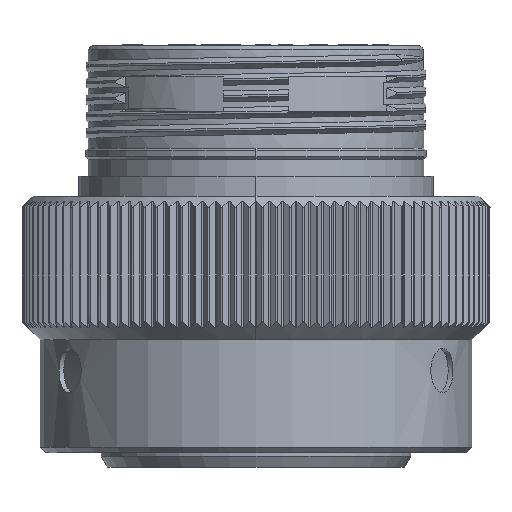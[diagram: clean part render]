
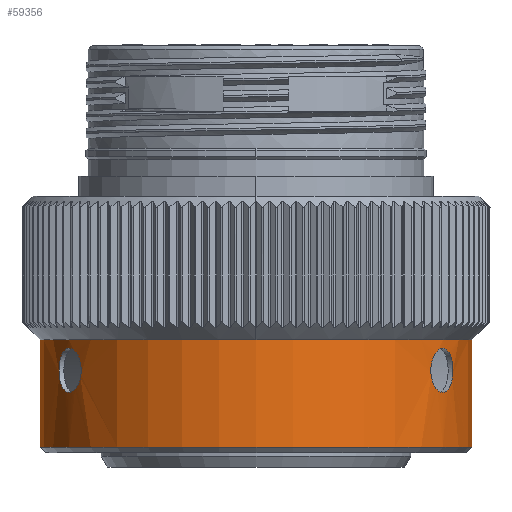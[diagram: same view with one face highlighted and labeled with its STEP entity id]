
A CAD part, left-side view. The second image highlights one B-rep face of the part: STEP entity #59356.
In plain terms, the highlighted cylindrical face has radius 19.5 mm (diameter 39 mm), a partial arc.
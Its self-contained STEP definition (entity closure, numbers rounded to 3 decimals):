
#9998=CARTESIAN_POINT('',(-9.75,-16.887,-3.24));
#9999=CARTESIAN_POINT('',(-9.612,-16.967,-3.24));
#10000=CARTESIAN_POINT('',(-9.34,-17.12,
-3.277));
#10001=CARTESIAN_POINT('',(-8.929,-17.337,
-3.449));
#10002=CARTESIAN_POINT('',(-8.571,-17.516,
-3.726));
#10003=CARTESIAN_POINT('',(-8.283,-17.654,
-4.081));
#10004=CARTESIAN_POINT('',(-8.069,-17.753,
-4.521));
#10005=CARTESIAN_POINT('',(-7.962,-17.8,
-5.002));
#10006=CARTESIAN_POINT('',(-7.962,-17.801,
-5.475));
#10007=CARTESIAN_POINT('',(-8.068,-17.753,
-5.957));
#10008=CARTESIAN_POINT('',(-8.282,-17.655,
-6.397));
#10009=CARTESIAN_POINT('',(-8.569,-17.517,
-6.752));
#10010=CARTESIAN_POINT('',(-8.928,-17.338,
-7.03));
#10011=CARTESIAN_POINT('',(-9.34,-17.12,
-7.204));
#10012=CARTESIAN_POINT('',(-9.612,-16.967,-7.24));
#10013=CARTESIAN_POINT('',(-9.75,-16.887,-7.24));
#10015=CARTESIAN_POINT('',(-9.75,-16.887,-7.24));
#10016=CARTESIAN_POINT('',(-9.889,-16.807,-7.24));
#10017=CARTESIAN_POINT('',(-10.158,-16.647,
-7.203));
#10018=CARTESIAN_POINT('',(-10.554,-16.399,
-7.028));
#10019=CARTESIAN_POINT('',(-10.887,-16.179,
-6.751));
#10020=CARTESIAN_POINT('',(-11.149,-15.999,
-6.396));
#10021=CARTESIAN_POINT('',(-11.34,-15.864,
-5.957));
#10022=CARTESIAN_POINT('',(-11.435,-15.796,
-5.478));
#10023=CARTESIAN_POINT('',(-11.435,-15.795,
-5.006));
#10024=CARTESIAN_POINT('',(-11.341,-15.863,
-4.526));
#10025=CARTESIAN_POINT('',(-11.15,-15.998,
-4.086));
#10026=CARTESIAN_POINT('',(-10.889,-16.178,
-3.732));
#10027=CARTESIAN_POINT('',(-10.556,-16.398,
-3.453));
#10028=CARTESIAN_POINT('',(-10.159,-16.647,
-3.277));
#10029=CARTESIAN_POINT('',(-9.889,-16.807,-3.24));
#10030=CARTESIAN_POINT('',(-9.75,-16.887,-3.24));
#10032=CARTESIAN_POINT('',(-9.75,16.887,-3.24));
#10033=CARTESIAN_POINT('',(-9.889,16.807,-3.24));
#10034=CARTESIAN_POINT('',(-10.158,16.647,
-3.277));
#10035=CARTESIAN_POINT('',(-10.554,16.399,
-3.452));
#10036=CARTESIAN_POINT('',(-10.887,16.179,
-3.729));
#10037=CARTESIAN_POINT('',(-11.149,15.999,
-4.084));
#10038=CARTESIAN_POINT('',(-11.34,15.864,
-4.523));
#10039=CARTESIAN_POINT('',(-11.435,15.796,
-5.002));
#10040=CARTESIAN_POINT('',(-11.435,15.795,
-5.474));
#10041=CARTESIAN_POINT('',(-11.341,15.863,
-5.955));
#10042=CARTESIAN_POINT('',(-11.15,15.998,
-6.394));
#10043=CARTESIAN_POINT('',(-10.889,16.178,
-6.749));
#10044=CARTESIAN_POINT('',(-10.555,16.398,
-7.027));
#10045=CARTESIAN_POINT('',(-10.159,16.647,
-7.203));
#10046=CARTESIAN_POINT('',(-9.889,16.807,-7.24));
#10047=CARTESIAN_POINT('',(-9.75,16.887,-7.24));
#10049=CARTESIAN_POINT('',(-9.75,16.887,-7.24));
#10050=CARTESIAN_POINT('',(-9.612,16.967,-7.24));
#10051=CARTESIAN_POINT('',(-9.34,17.12,
-7.203));
#10052=CARTESIAN_POINT('',(-8.929,17.337,
-7.03));
#10053=CARTESIAN_POINT('',(-8.571,17.516,
-6.754));
#10054=CARTESIAN_POINT('',(-8.283,17.654,
-6.399));
#10055=CARTESIAN_POINT('',(-8.069,17.753,
-5.958));
#10056=CARTESIAN_POINT('',(-7.962,17.8,
-5.478));
#10057=CARTESIAN_POINT('',(-7.962,17.801,
-5.005));
#10058=CARTESIAN_POINT('',(-8.068,17.753,
-4.523));
#10059=CARTESIAN_POINT('',(-8.282,17.655,
-4.083));
#10060=CARTESIAN_POINT('',(-8.569,17.518,
-3.728));
#10061=CARTESIAN_POINT('',(-8.928,17.338,
-3.45));
#10062=CARTESIAN_POINT('',(-9.34,17.12,
-3.276));
#10063=CARTESIAN_POINT('',(-9.612,16.967,-3.24));
#10064=CARTESIAN_POINT('',(-9.75,16.887,-3.24));
#10066=CARTESIAN_POINT('',(0.,0.,-2.49));
#10067=DIRECTION('',(0.,0.,-1.));
#10068=DIRECTION('',(-1.,0.,0.));
#10069=AXIS2_PLACEMENT_3D('',#10066,#10067,#10068);
#10071=CARTESIAN_POINT('',(0.,0.,-2.49));
#10072=DIRECTION('',(0.,0.,-1.));
#10073=DIRECTION('',(0.,-1.,0.));
#10074=AXIS2_PLACEMENT_3D('',#10071,#10072,#10073);
#10076=DIRECTION('',(0.,0.,-1.));
#10077=VECTOR('',#10076,9.7);
#10078=CARTESIAN_POINT('',(0.,-19.5,-2.49));
#10079=LINE('',#10078,#10077);
#10080=CARTESIAN_POINT('',(0.,0.,-12.19));
#10081=DIRECTION('',(0.,0.,-1.));
#10082=DIRECTION('',(0.,-1.,0.));
#10083=AXIS2_PLACEMENT_3D('',#10080,#10081,#10082);
#10085=DIRECTION('',(0.,0.,1.));
#10086=VECTOR('',#10085,9.7);
#10087=CARTESIAN_POINT('',(0.,19.5,-12.19));
#10088=LINE('',#10087,#10086);
#36258=VERTEX_POINT('',#9998);
#36259=VERTEX_POINT('',#10013);
#36260=VERTEX_POINT('',#10032);
#36261=VERTEX_POINT('',#10047);
#36278=CARTESIAN_POINT('',(0.,-19.5,-12.19));
#36279=CARTESIAN_POINT('',(0.,19.5,-12.19));
#36280=VERTEX_POINT('',#36278);
#36281=VERTEX_POINT('',#36279);
#36282=CARTESIAN_POINT('',(-19.5,0.,-2.49));
#36283=CARTESIAN_POINT('',(0.,19.5,-2.49));
#36284=VERTEX_POINT('',#36282);
#36285=VERTEX_POINT('',#36283);
#36288=CARTESIAN_POINT('',(0.,-19.5,-2.49));
#36289=VERTEX_POINT('',#36288);
#59329=CARTESIAN_POINT('',(0.,0.,11.67));
#59330=DIRECTION('',(0.,0.,-1.));
#59331=DIRECTION('',(0.,-1.,0.));
#59332=AXIS2_PLACEMENT_3D('',#59329,#59330,#59331);
#59333=CYLINDRICAL_SURFACE('',#59332,19.5);
#59334=ORIENTED_EDGE('',*,*,#56047,.F.);
#59335=ORIENTED_EDGE('',*,*,#52886,.F.);
#59337=ORIENTED_EDGE('',*,*,#59336,.T.);
#59339=ORIENTED_EDGE('',*,*,#59338,.T.);
#59341=ORIENTED_EDGE('',*,*,#59340,.T.);
#59342=EDGE_LOOP('',(#59334,#59335,#59337,#59339,#59341));
#59343=FACE_OUTER_BOUND('',#59342,.F.);
#59345=ORIENTED_EDGE('',*,*,#59344,.F.);
#59347=ORIENTED_EDGE('',*,*,#59346,.F.);
#59348=EDGE_LOOP('',(#59345,#59347));
#59349=FACE_BOUND('',#59348,.F.);
#59351=ORIENTED_EDGE('',*,*,#59350,.F.);
#59353=ORIENTED_EDGE('',*,*,#59352,.F.);
#59354=EDGE_LOOP('',(#59351,#59353));
#59355=FACE_BOUND('',#59354,.F.);
#59356=ADVANCED_FACE('',(#59343,#59349,#59355),#59333,.T.);
#10014=B_SPLINE_CURVE_WITH_KNOTS('',3,(#9998,#9999,#10000,#10001,#10002,#10003,
#10004,#10005,#10006,#10007,#10008,#10009,#10010,#10011,#10012,#10013),
.UNSPECIFIED.,.F.,.F.,(4,1,1,1,1,1,1,1,1,1,1,1,1,4),(0.,0.077,
0.154,0.231,0.308,0.385,
0.462,0.538,0.615,0.692,
0.769,0.846,0.923,1.),.UNSPECIFIED.);
#10031=B_SPLINE_CURVE_WITH_KNOTS('',3,(#10015,#10016,#10017,#10018,#10019,
#10020,#10021,#10022,#10023,#10024,#10025,#10026,#10027,#10028,#10029,#10030),
.UNSPECIFIED.,.F.,.F.,(4,1,1,1,1,1,1,1,1,1,1,1,1,4),(0.,0.077,
0.154,0.231,0.308,0.385,
0.462,0.538,0.615,0.692,
0.769,0.846,0.923,1.),.UNSPECIFIED.);
#10048=B_SPLINE_CURVE_WITH_KNOTS('',3,(#10032,#10033,#10034,#10035,#10036,
#10037,#10038,#10039,#10040,#10041,#10042,#10043,#10044,#10045,#10046,#10047),
.UNSPECIFIED.,.F.,.F.,(4,1,1,1,1,1,1,1,1,1,1,1,1,4),(0.,0.077,
0.154,0.231,0.308,0.385,
0.462,0.538,0.615,0.692,
0.769,0.846,0.923,1.),.UNSPECIFIED.);
#10065=B_SPLINE_CURVE_WITH_KNOTS('',3,(#10049,#10050,#10051,#10052,#10053,
#10054,#10055,#10056,#10057,#10058,#10059,#10060,#10061,#10062,#10063,#10064),
.UNSPECIFIED.,.F.,.F.,(4,1,1,1,1,1,1,1,1,1,1,1,1,4),(0.,0.077,
0.154,0.231,0.308,0.385,
0.462,0.538,0.615,0.692,
0.769,0.846,0.923,1.),.UNSPECIFIED.);
#10070=CIRCLE('',#10069,19.5);
#10075=CIRCLE('',#10074,19.5);
#10084=CIRCLE('',#10083,19.5);
#52886=EDGE_CURVE('',#36289,#36284,#10075,.T.);
#56047=EDGE_CURVE('',#36284,#36285,#10070,.T.);
#59336=EDGE_CURVE('',#36289,#36280,#10079,.T.);
#59338=EDGE_CURVE('',#36280,#36281,#10084,.T.);
#59340=EDGE_CURVE('',#36281,#36285,#10088,.T.);
#59344=EDGE_CURVE('',#36260,#36261,#10048,.T.);
#59346=EDGE_CURVE('',#36261,#36260,#10065,.T.);
#59350=EDGE_CURVE('',#36258,#36259,#10014,.T.);
#59352=EDGE_CURVE('',#36259,#36258,#10031,.T.);
